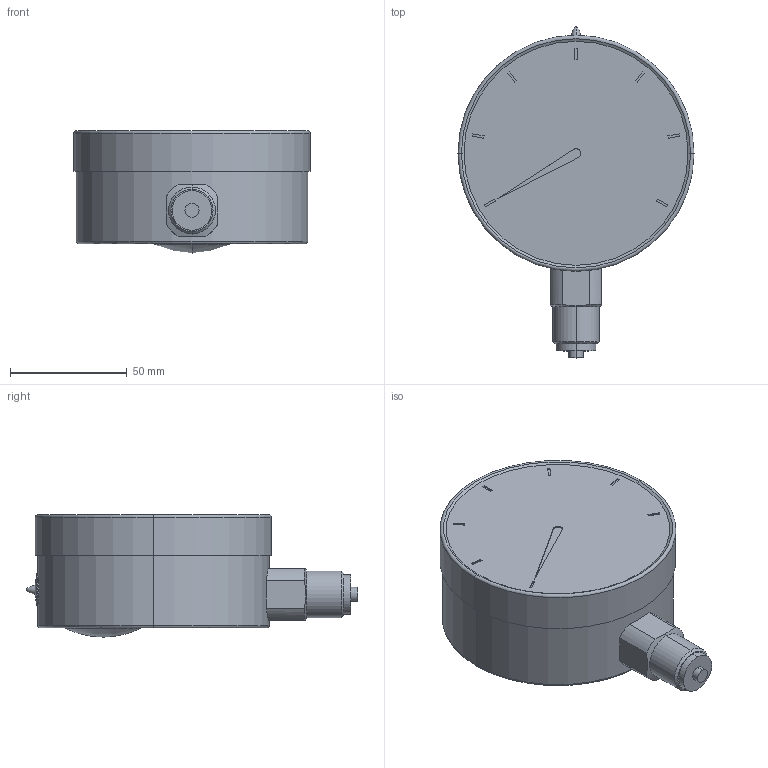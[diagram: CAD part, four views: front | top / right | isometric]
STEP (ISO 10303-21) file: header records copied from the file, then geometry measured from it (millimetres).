
FILE_DESCRIPTION (( 'STEP AP214' ), '1' );
FILE_NAME ('Manometr 100xM20x1,5.STEP', '2013-02-19T09:58:51', ( 'Uzivatel' ), ( '' ), 'SwSTEP 2.0', 'SolidWorks 2012', '' );
FILE_SCHEMA (( 'AUTOMOTIVE_DESIGN' ));
Length unit declared in the file: millimetre
Products named in the file (1): Manometr 100xM20x1,5
Bounding box: 101 x 142 x 52.27 mm (x, y, z)
Volume: 385960.8 mm3; surface area: 36356.9 mm2
Topology: 4 solids, 4 shells, 91 faces, 198 edges, 126 vertices
Faces by surface type: plane 49, cylinder 20, torus 10, cone 6, sphere 6
Entity records: 2693 total; most frequent: CARTESIAN_POINT 585, DIRECTION 438, ORIENTED_EDGE 396, EDGE_CURVE 198, AXIS2_PLACEMENT_3D 160, VERTEX_POINT 126, LINE 118, VECTOR 118
